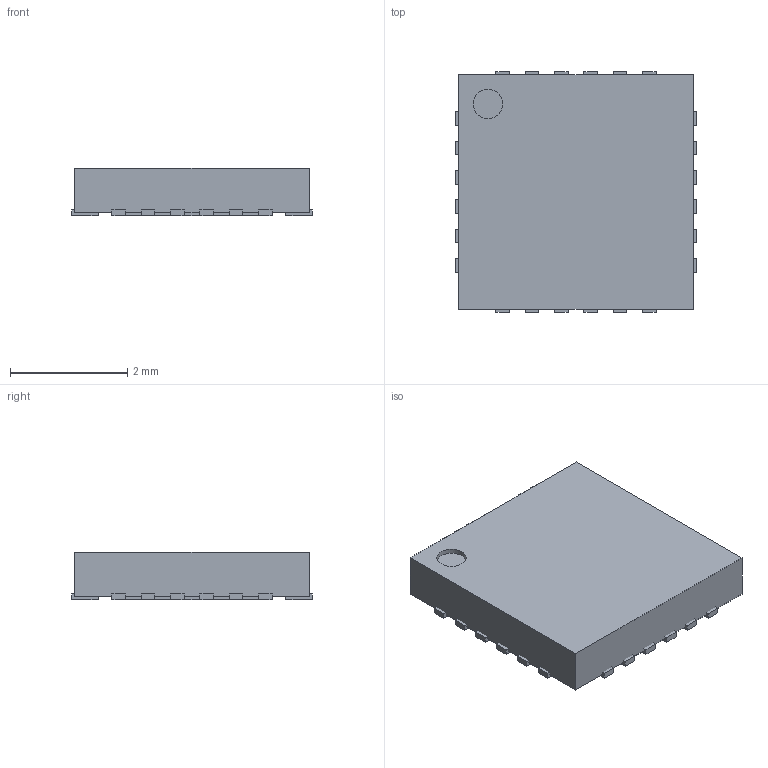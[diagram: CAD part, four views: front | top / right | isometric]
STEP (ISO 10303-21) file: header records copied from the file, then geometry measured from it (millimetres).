
FILE_DESCRIPTION(('FreeCAD Model'),'2;1');
FILE_NAME('2183786.1.1.stp','2020-04-10T22:54:10',( 'Author'),(''),'Open CASCADE STEP processor 6.9','FreeCAD','Unknown' );
FILE_SCHEMA(('AUTOMOTIVE_DESIGN { 1 0 10303 214 1 1 1 1 }'));
Length unit declared in the file: millimetre
Products named in the file (5): ASSEMBLY; Body; ThermalPin; PinsArrayLR; PinsArrayTB
Assembly tree (4 placements, depth 2):
  ASSEMBLY
    Body
    ThermalPin
    PinsArrayLR
    PinsArrayTB
Bounding box: 4.1 x 4.1 x 0.81 mm (x, y, z)
Volume: 13.1 mm3; surface area: 68.1 mm2
Topology: 26 solids, 26 shells, 158 faces, 315 edges, 210 vertices
Faces by surface type: plane 157, cylinder 1
Full cylindrical faces by diameter (mm): 0.5 x1
Entity records: 8368 total; most frequent: CARTESIAN_POINT 1318, DIRECTION 1273, LINE 941, VECTOR 941, ORIENTED_EDGE 630, PCURVE 630, DEFINITIONAL_REPRESENTATION 630, EDGE_CURVE 315
